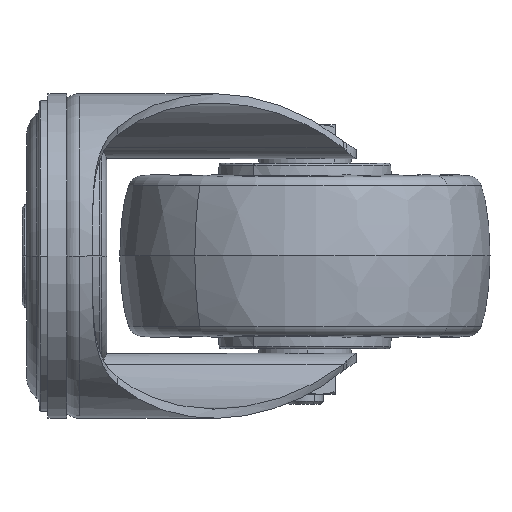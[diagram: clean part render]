
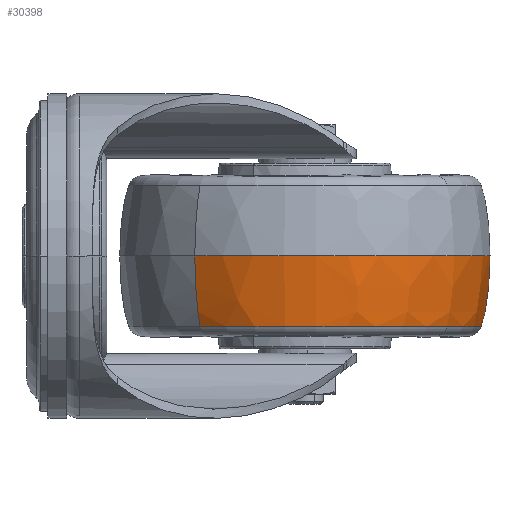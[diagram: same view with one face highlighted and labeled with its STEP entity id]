
A CAD part, left-side view. The second image highlights one B-rep face of the part: STEP entity #30398.
In plain terms, the highlighted free-form (B-spline) face has degree [3, 3] with [4, 4] control points.
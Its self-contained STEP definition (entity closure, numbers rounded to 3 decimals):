
#1522 = CARTESIAN_POINT ( 'NONE',  ( 70.07, -84.661, -6.975 ) ) ;
#1851 = CARTESIAN_POINT ( 'NONE',  ( 5.93, -37.339, -6.975 ) ) ;
#2255 = VERTEX_POINT ( 'NONE', #3063 ) ;
#2771 = AXIS2_PLACEMENT_3D ( 'NONE', #11732, #22538, #32152 ) ;
#3063 = CARTESIAN_POINT ( 'NONE',  ( 15.406, -91.624, -15.292 ) ) ;
#3280 =( BOUNDED_CURVE ( )  B_SPLINE_CURVE ( 3, ( #12045, #4219, #1851, #30102 ),
 .UNSPECIFIED., .F., .F. ) 
 B_SPLINE_CURVE_WITH_KNOTS ( ( 4, 4 ),
 ( 0., 1. ),
 .UNSPECIFIED. ) 
 CURVE ( )  GEOMETRIC_REPRESENTATION_ITEM ( )  RATIONAL_B_SPLINE_CURVE ( ( 0.984, 0.808, 0.719, 0.72 ) ) 
 REPRESENTATION_ITEM ( '' )  );
#3309 = ORIENTED_EDGE ( 'NONE', *, *, #27267, .T. ) ;
#3792 = DIRECTION ( 'NONE',  ( -0.594, -0.805, 0. ) ) ;
#3814 = DIRECTION ( 'NONE',  ( -0.594, -0.805, 0. ) ) ;
#4094 = CARTESIAN_POINT ( 'NONE',  ( 70.188, -84.748, 0. ) ) ;
#4219 = CARTESIAN_POINT ( 'NONE',  ( 6.552, -37.798, -12.426 ) ) ;
#4313 = CARTESIAN_POINT ( 'NONE',  ( 38., -61., -15.292 ) ) ;
#4786 = AXIS2_PLACEMENT_3D ( 'NONE', #4313, #24348, #3814 ) ;
#5873 = VERTEX_POINT ( 'NONE', #6170 ) ;
#6170 = CARTESIAN_POINT ( 'NONE',  ( 7.376, -38.406, -15.292 ) ) ;
#6178 = CARTESIAN_POINT ( 'NONE',  ( 38., -61., -15.292 ) ) ;
#6285 = VERTEX_POINT ( 'NONE', #11647 ) ;
#7201 = CARTESIAN_POINT ( 'NONE',  ( 70.188, -84.748, 0. ) ) ;
#8158 = AXIS2_PLACEMENT_3D ( 'NONE', #6178, #27024, #3792 ) ;
#8493 = CARTESIAN_POINT ( 'NONE',  ( 68.624, -83.594, -15.292 ) ) ;
#8668 = CARTESIAN_POINT ( 'NONE',  ( 69.448, -84.202, -12.426 ) ) ;
#9685 = EDGE_CURVE ( 'NONE', #2255, #5873, #32422, .T. ) ;
#9770 = CARTESIAN_POINT ( 'NONE',  ( 70.07, -84.661, -6.975 ) ) ;
#9830 =( BOUNDED_SURFACE ( )  B_SPLINE_SURFACE ( 3, 3, ( 
 ( #12660, #30862, #15556, #25860 ),
 ( #19969, #14877, #30205, #32888 ),
 ( #9770, #33068, #20296, #20137 ),
 ( #7201, #22954, #17600, #15055 ) ),
 .UNSPECIFIED., .F., .F., .F. ) 
 B_SPLINE_SURFACE_WITH_KNOTS ( ( 4, 4 ),
 ( 4, 4 ),
 ( 0., 1. ),
 ( 0., 1. ),
 .UNSPECIFIED. ) 
 GEOMETRIC_REPRESENTATION_ITEM ( )  RATIONAL_B_SPLINE_SURFACE ( (
 ( 0.984, 0.328, 0.328, 0.984),
 ( 0.808, 0.269, 0.269, 0.808),
 ( 0.719, 0.24, 0.24, 0.719),
 ( 0.72, 0.24, 0.24, 0.72) ) ) 
 REPRESENTATION_ITEM ( '' )  SURFACE ( )  );
#10106 = FACE_OUTER_BOUND ( 'NONE', #26618, .T. ) ;
#10835 = ORIENTED_EDGE ( 'NONE', *, *, #9685, .F. ) ;
#11647 = CARTESIAN_POINT ( 'NONE',  ( 68.624, -83.594, -15.292 ) ) ;
#11732 = CARTESIAN_POINT ( 'NONE',  ( 38., -61., 0. ) ) ;
#12045 = CARTESIAN_POINT ( 'NONE',  ( 7.376, -38.406, -15.292 ) ) ;
#12660 = CARTESIAN_POINT ( 'NONE',  ( 68.624, -83.594, -15.292 ) ) ;
#13262 = ORIENTED_EDGE ( 'NONE', *, *, #17937, .F. ) ;
#13496 = ORIENTED_EDGE ( 'NONE', *, *, #29494, .T. ) ;
#14877 = CARTESIAN_POINT ( 'NONE',  ( 23.044, -147.097, -12.426 ) ) ;
#15055 = CARTESIAN_POINT ( 'NONE',  ( 5.812, -37.252, 0. ) ) ;
#15556 = CARTESIAN_POINT ( 'NONE',  ( -37.813, -99.654, -15.292 ) ) ;
#17600 = CARTESIAN_POINT ( 'NONE',  ( -41.683, -101.628, 0. ) ) ;
#17654 = ORIENTED_EDGE ( 'NONE', *, *, #25542, .F. ) ;
#17687 =( BOUNDED_CURVE ( )  B_SPLINE_CURVE ( 3, ( #8493, #8668, #1522, #22512 ),
 .UNSPECIFIED., .F., .F. ) 
 B_SPLINE_CURVE_WITH_KNOTS ( ( 4, 4 ),
 ( 0., 1. ),
 .UNSPECIFIED. ) 
 CURVE ( )  GEOMETRIC_REPRESENTATION_ITEM ( )  RATIONAL_B_SPLINE_CURVE ( ( 0.984, 0.808, 0.719, 0.72 ) ) 
 REPRESENTATION_ITEM ( '' )  );
#17937 = EDGE_CURVE ( 'NONE', #5873, #27496, #3280, .T. ) ;
#19969 = CARTESIAN_POINT ( 'NONE',  ( 69.448, -84.202, -12.426 ) ) ;
#20137 = CARTESIAN_POINT ( 'NONE',  ( 5.93, -37.339, -6.975 ) ) ;
#20296 = CARTESIAN_POINT ( 'NONE',  ( -41.392, -101.479, -6.975 ) ) ;
#22512 = CARTESIAN_POINT ( 'NONE',  ( 70.188, -84.748, 0. ) ) ;
#22538 = DIRECTION ( 'NONE',  ( 0., 0., -1. ) ) ;
#22954 = CARTESIAN_POINT ( 'NONE',  ( 22.692, -149.123, 0. ) ) ;
#24348 = DIRECTION ( 'NONE',  ( 0., 0., -1. ) ) ;
#24839 = CIRCLE ( 'NONE', #4786, 38.057 ) ;
#25161 = CARTESIAN_POINT ( 'NONE',  ( 5.812, -37.252, 0. ) ) ;
#25542 = EDGE_CURVE ( 'NONE', #6285, #2255, #24839, .T. ) ;
#25811 = VERTEX_POINT ( 'NONE', #4094 ) ;
#25860 = CARTESIAN_POINT ( 'NONE',  ( 7.376, -38.406, -15.292 ) ) ;
#26618 = EDGE_LOOP ( 'NONE', ( #17654, #13496, #3309, #13262, #10835 ) ) ;
#27024 = DIRECTION ( 'NONE',  ( 0., 0., -1. ) ) ;
#27267 = EDGE_CURVE ( 'NONE', #25811, #27496, #31948, .T. ) ;
#27496 = VERTEX_POINT ( 'NONE', #25161 ) ;
#29494 = EDGE_CURVE ( 'NONE', #6285, #25811, #17687, .T. ) ;
#30102 = CARTESIAN_POINT ( 'NONE',  ( 5.812, -37.252, 0. ) ) ;
#30205 = CARTESIAN_POINT ( 'NONE',  ( -39.851, -100.693, -12.426 ) ) ;
#30398 = ADVANCED_FACE ( 'NONE', ( #10106 ), #9830, .T. ) ;
#30862 = CARTESIAN_POINT ( 'NONE',  ( 23.436, -144.843, -15.292 ) ) ;
#31948 = CIRCLE ( 'NONE', #2771, 40. ) ;
#32152 = DIRECTION ( 'NONE',  ( -0.594, -0.805, 0. ) ) ;
#32422 = CIRCLE ( 'NONE', #8158, 38.057 ) ;
#32888 = CARTESIAN_POINT ( 'NONE',  ( 6.552, -37.798, -12.426 ) ) ;
#33068 = CARTESIAN_POINT ( 'NONE',  ( 22.748, -148.801, -6.975 ) ) ;
